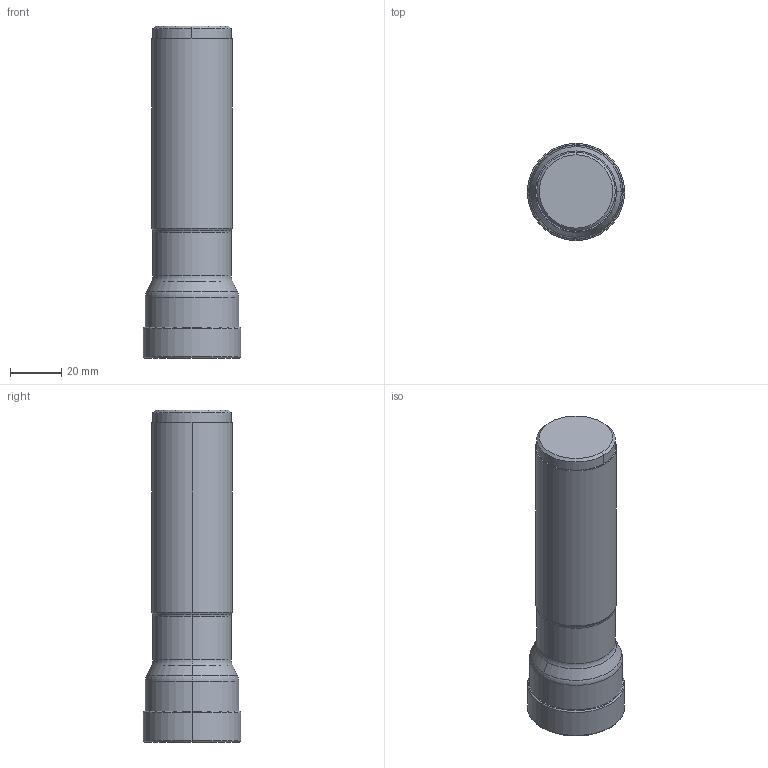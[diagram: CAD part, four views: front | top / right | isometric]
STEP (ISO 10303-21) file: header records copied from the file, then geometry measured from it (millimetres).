
FILE_DESCRIPTION(/* description */ (''),/* implementation_level */ '2;1');
FILE_NAME(/* name */ 'VPX300UR2403FA20S_IR0_016.stp',/* time_stamp */ '2025-07-08T15:37:49+09:00',/* author */ (''),/* organization */ (''),/* preprocessor_version */ 'ST-DEVELOPER v18.101',/* originating_system */ 'SIEMENS PLM Software NX 2011',/* authorisation */ '');
FILE_SCHEMA (('TECHNICAL_DATA_PACKAGING'));
Length unit declared in the file: millimetre
Products named in the file (1): VPX300UR2403FA20S_IR0_016_ASM
Bounding box: 38.1 x 38.1 x 130.18 mm (x, y, z)
Volume: 114055.6 mm3; surface area: 18470.1 mm2
Topology: 2 solids, 2 shells, 68 faces, 168 edges, 121 vertices
Faces by surface type: torus 24, cone 14, bspline 12, cylinder 10, plane 4, revolution 2, sphere 2
Entity records: 2779 total; most frequent: CARTESIAN_POINT 1142, DIRECTION 332, ORIENTED_EDGE 304, AXIS2_PLACEMENT_3D 154, EDGE_CURVE 152, CIRCLE 92, VERTEX_POINT 88, EDGE_LOOP 70
